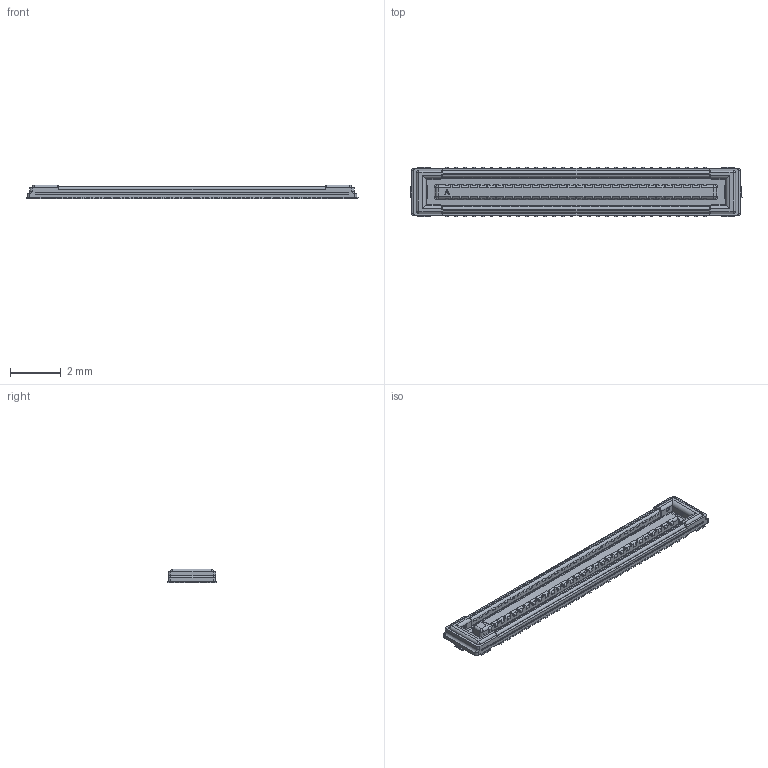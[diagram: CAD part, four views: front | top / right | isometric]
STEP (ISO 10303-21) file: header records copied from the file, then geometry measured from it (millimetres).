
FILE_DESCRIPTION((''),'2;1');
FILE_NAME('HOUSING_125','2024-05-07T09:15:07',('eng801'),(''),'CREO PARAMETRIC BY PTC INC, 2019010','CREO PARAMETRIC BY PTC INC, 2019010','');
FILE_SCHEMA(('CONFIG_CONTROL_DESIGN'));
Length unit declared in the file: millimetre
Products named in the file (1): HOUSING_125
Bounding box: 13.07 x 1.94 x 0.55 mm (x, y, z)
Volume: 8.2 mm3; surface area: 84.2 mm2
Topology: 1 solids, 3 shells, 1542 faces, 4673 edges, 3138 vertices
Faces by surface type: plane 1146, cylinder 356, cone 16, torus 8, bspline 8, sphere 8
Entity records: 52272 total; most frequent: CARTESIAN_POINT 9724, ORIENTED_EDGE 8798, DIRECTION 8783, EDGE_CURVE 4399, VECTOR 3633, LINE 3633, VERTEX_POINT 2870, AXIS2_PLACEMENT_3D 2575
